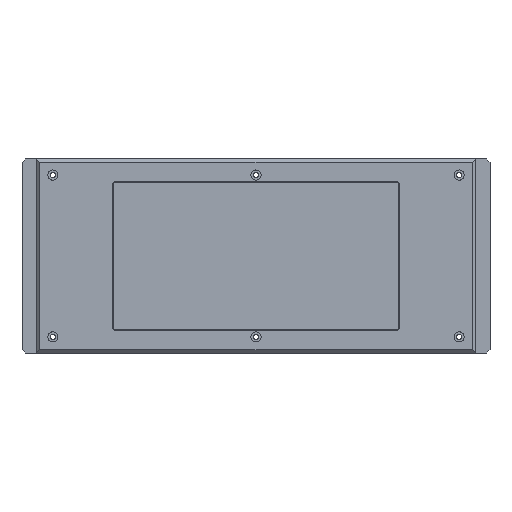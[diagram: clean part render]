
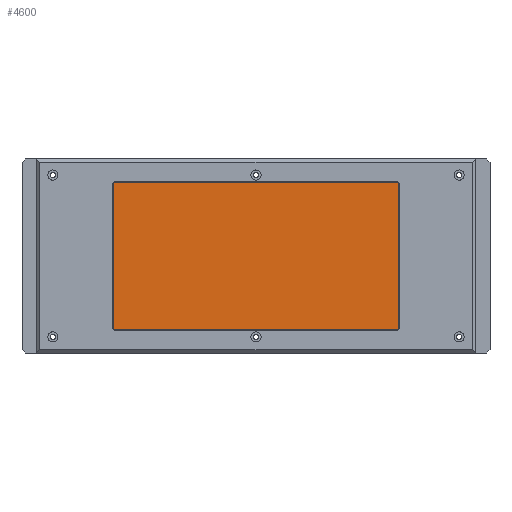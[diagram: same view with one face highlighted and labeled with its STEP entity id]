
A CAD part, top view. The second image highlights one B-rep face of the part: STEP entity #4600.
In plain terms, the highlighted planar face has unit normal (0, 0, 1).
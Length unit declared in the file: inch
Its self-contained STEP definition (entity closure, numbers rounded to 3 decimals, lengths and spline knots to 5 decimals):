
#90 = DIRECTION ( 'NONE',  ( 0., 1., 0. ) ) ;
#468 = VECTOR ( 'NONE', #4475, 39.37008 ) ;
#783 = VECTOR ( 'NONE', #5090, 39.37008 ) ;
#1155 = AXIS2_PLACEMENT_3D ( 'NONE', #6694, #7255, #3845 ) ;
#1328 = VECTOR ( 'NONE', #6169, 39.37008 ) ;
#1609 = LINE ( 'NONE', #6952, #7155 ) ;
#1974 = EDGE_CURVE ( 'NONE', #3673, #6810, #4386, .T. ) ;
#2088 = CARTESIAN_POINT ( 'NONE',  ( 24.14855, 1.44938, 2.80323 ) ) ;
#2101 = PLANE ( 'NONE',  #1155 ) ;
#3106 = ORIENTED_EDGE ( 'NONE', *, *, #5489, .F. ) ;
#3317 = CARTESIAN_POINT ( 'NONE',  ( 15.39855, 1.44938, 2.80323 ) ) ;
#3319 = CARTESIAN_POINT ( 'NONE',  ( 15.39855, 5.94938, 2.80323 ) ) ;
#3321 = CARTESIAN_POINT ( 'NONE',  ( 24.14855, 5.94938, 2.80323 ) ) ;
#3530 = LINE ( 'NONE', #3319, #468 ) ;
#3673 = VERTEX_POINT ( 'NONE', #2088 ) ;
#3845 = DIRECTION ( 'NONE',  ( -1., 0., 0. ) ) ;
#4386 = LINE ( 'NONE', #3317, #1328 ) ;
#4416 = CARTESIAN_POINT ( 'NONE',  ( 24.14855, 5.94938, 2.80323 ) ) ;
#4475 = DIRECTION ( 'NONE',  ( 1., 0., 0. ) ) ;
#4581 = EDGE_LOOP ( 'NONE', ( #7083, #7238, #5808, #3106 ) ) ;
#4600 = ADVANCED_FACE ( 'NONE', ( #7374 ), #2101, .F. ) ;
#4735 = CARTESIAN_POINT ( 'NONE',  ( 15.39855, 1.44938, 2.80323 ) ) ;
#5090 = DIRECTION ( 'NONE',  ( 0., -1., 0. ) ) ;
#5222 = CARTESIAN_POINT ( 'NONE',  ( 15.39855, 5.94938, 2.80323 ) ) ;
#5374 = LINE ( 'NONE', #3321, #783 ) ;
#5489 = EDGE_CURVE ( 'NONE', #6122, #5944, #3530, .T. ) ;
#5808 = ORIENTED_EDGE ( 'NONE', *, *, #7057, .F. ) ;
#5944 = VERTEX_POINT ( 'NONE', #4416 ) ;
#6122 = VERTEX_POINT ( 'NONE', #5222 ) ;
#6157 = EDGE_CURVE ( 'NONE', #6810, #6122, #1609, .T. ) ;
#6169 = DIRECTION ( 'NONE',  ( -1., 0., 0. ) ) ;
#6694 = CARTESIAN_POINT ( 'NONE',  ( 15.39855, 5.94938, 2.80323 ) ) ;
#6810 = VERTEX_POINT ( 'NONE', #4735 ) ;
#6952 = CARTESIAN_POINT ( 'NONE',  ( 15.39855, 5.94938, 2.80323 ) ) ;
#7057 = EDGE_CURVE ( 'NONE', #5944, #3673, #5374, .T. ) ;
#7083 = ORIENTED_EDGE ( 'NONE', *, *, #6157, .F. ) ;
#7155 = VECTOR ( 'NONE', #90, 39.37008 ) ;
#7238 = ORIENTED_EDGE ( 'NONE', *, *, #1974, .F. ) ;
#7255 = DIRECTION ( 'NONE',  ( 0., 0., -1. ) ) ;
#7374 = FACE_OUTER_BOUND ( 'NONE', #4581, .T. ) ;
